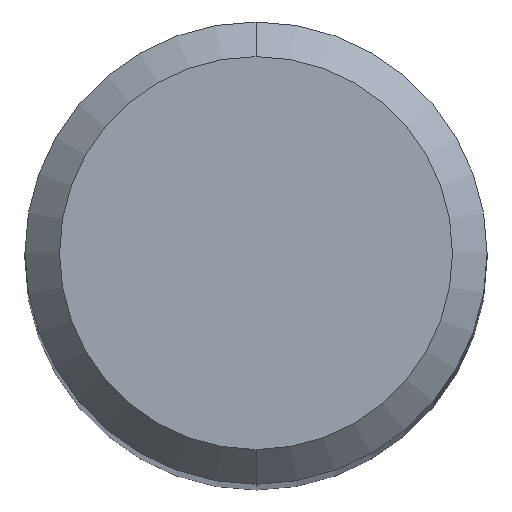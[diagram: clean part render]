
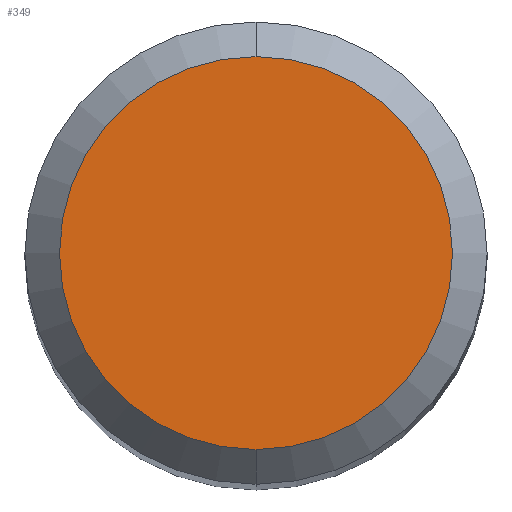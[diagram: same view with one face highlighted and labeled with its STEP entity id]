
A CAD part, top view. The second image highlights one B-rep face of the part: STEP entity #349.
In plain terms, the highlighted planar face has unit normal (0, 0, 1).
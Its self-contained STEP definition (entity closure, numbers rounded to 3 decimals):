
#263=VERTEX_POINT('',#697);
#349=ADVANCED_FACE('',(#791),#792,.T.);
#391=VERTEX_POINT('',#839);
#559=EDGE_CURVE('',#263,#391,#1024,.T.);
#579=EDGE_CURVE('',#391,#263,#1045,.T.);
#697=CARTESIAN_POINT('',(0.0,1.7,0.0));
#791=FACE_OUTER_BOUND('',#1357,.T.);
#792=PLANE('',#1358);
#839=CARTESIAN_POINT('',(0.,-1.7,0.0));
#1024=CIRCLE('',#1733,1.7);
#1045=CIRCLE('',#1784,1.7);
#1357=EDGE_LOOP('',(#2080,#2081));
#1358=AXIS2_PLACEMENT_3D('',#2082,#2083,#2084);
#1733=AXIS2_PLACEMENT_3D('',#2450,#2451,#2452);
#1784=AXIS2_PLACEMENT_3D('',#2472,#2473,#2474);
#2080=ORIENTED_EDGE('',*,*,#559,.F.);
#2081=ORIENTED_EDGE('',*,*,#579,.F.);
#2082=CARTESIAN_POINT('',(0.0,0.85,0.0));
#2083=DIRECTION('',(-0.0,0.0,1.0));
#2084=DIRECTION('',(0.0,-1.0,0.0));
#2450=CARTESIAN_POINT('',(0.0,0.0,0.0));
#2451=DIRECTION('',(0.0,0.0,-1.0));
#2452=DIRECTION('',(0.0,1.0,0.0));
#2472=CARTESIAN_POINT('',(0.0,0.0,0.0));
#2473=DIRECTION('',(0.0,0.0,-1.0));
#2474=DIRECTION('',(0.0,1.0,0.0));
